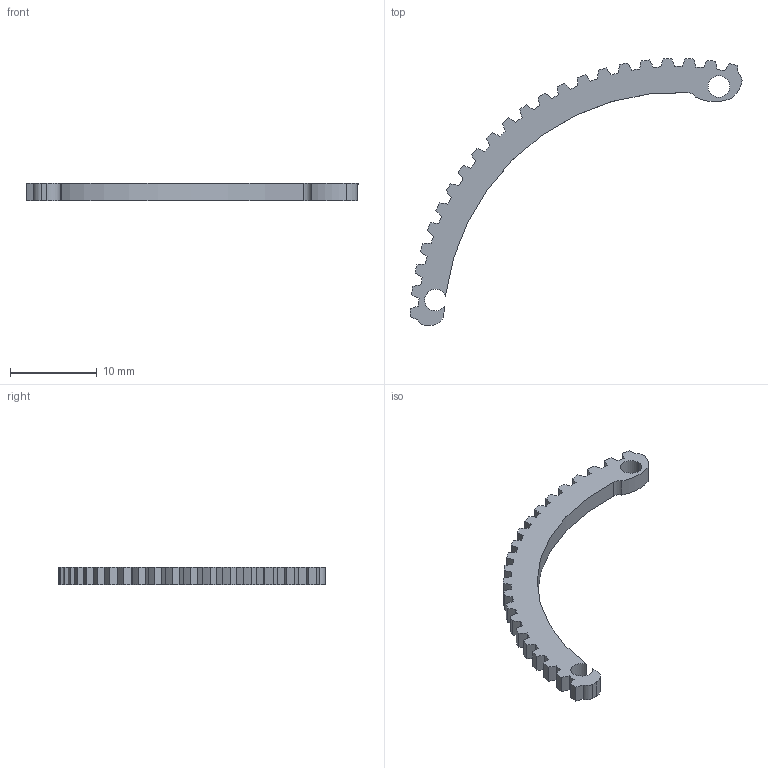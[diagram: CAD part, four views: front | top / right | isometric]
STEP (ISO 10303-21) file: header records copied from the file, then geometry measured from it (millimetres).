
FILE_DESCRIPTION((''),'2;1');
FILE_NAME('11-PIGNON_ARCEAU_V4A-2','2022-05-30T14:43:41',('cao3'),(''),'CREO PARAMETRIC BY PTC INC, 2020454','CREO PARAMETRIC BY PTC INC, 2020454','');
FILE_SCHEMA(('CONFIG_CONTROL_DESIGN'));
Length unit declared in the file: millimetre
Products named in the file (1): 11-PIGNON_ARCEAU_V4A-2
Bounding box: 38.32 x 30.8 x 2 mm (x, y, z)
Volume: 346.1 mm3; surface area: 647.3 mm2
Topology: 1 solids, 1 shells, 102 faces, 300 edges, 200 vertices
Faces by surface type: cylinder 98, plane 4
Entity records: 3562 total; most frequent: DIRECTION 700, CARTESIAN_POINT 602, ORIENTED_EDGE 600, EDGE_CURVE 300, AXIS2_PLACEMENT_3D 298, VERTEX_POINT 200, CIRCLE 196, VECTOR 104
